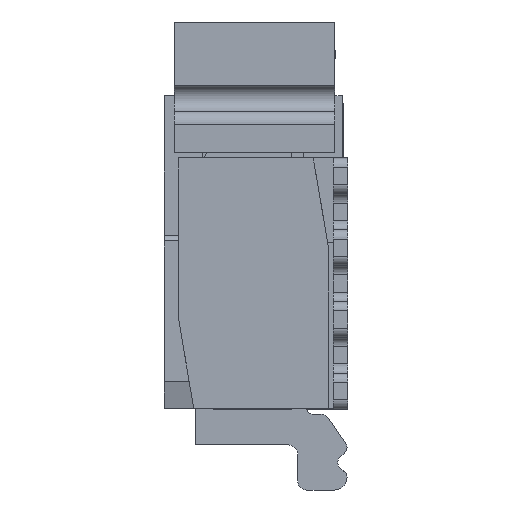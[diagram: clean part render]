
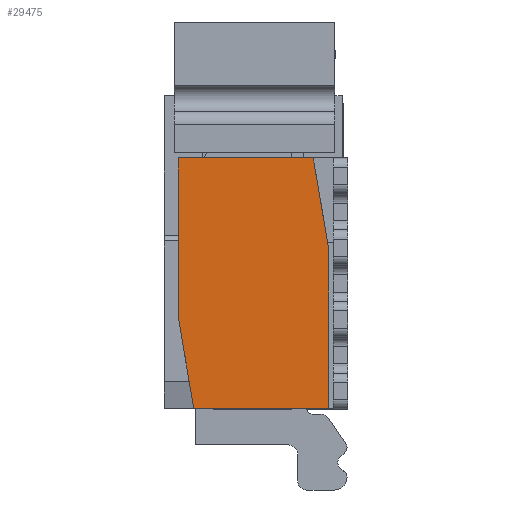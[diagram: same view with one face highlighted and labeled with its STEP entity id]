
A CAD part, left-side view. The second image highlights one B-rep face of the part: STEP entity #29475.
In plain terms, the highlighted planar face has unit normal (-1, 0, 0).
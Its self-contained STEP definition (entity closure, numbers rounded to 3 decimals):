
#8753=DIRECTION('',(0.,1.,0.));
#8754=VECTOR('',#8753,1.885);
#8755=CARTESIAN_POINT('',(-12.56,-0.835,-0.87));
#8756=LINE('',#8755,#8754);
#10979=DIRECTION('',(0.,0.167,0.986));
#10980=VECTOR('',#10979,1.288);
#10981=CARTESIAN_POINT('',(-12.56,0.835,-4.37));
#10982=LINE('',#10981,#10980);
#10983=DIRECTION('',(0.,0.,-1.));
#10984=VECTOR('',#10983,2.23);
#10985=CARTESIAN_POINT('',(-12.56,1.05,-0.87));
#10986=LINE('',#10985,#10984);
#10987=DIRECTION('',(0.,-0.167,-0.986));
#10988=VECTOR('',#10987,1.288);
#10989=CARTESIAN_POINT('',(-12.56,-0.835,-0.87));
#10990=LINE('',#10989,#10988);
#10991=DIRECTION('',(0.,0.,-1.));
#10992=VECTOR('',#10991,2.23);
#10993=CARTESIAN_POINT('',(-12.56,-1.05,-2.14));
#10994=LINE('',#10993,#10992);
#10995=DIRECTION('',(0.,1.,0.));
#10996=VECTOR('',#10995,1.885);
#10997=CARTESIAN_POINT('',(-12.56,-1.05,-4.37));
#10998=LINE('',#10997,#10996);
#11529=CARTESIAN_POINT('',(-12.56,-1.05,-4.37));
#11530=VERTEX_POINT('',#11529);
#11609=CARTESIAN_POINT('',(-12.56,0.835,-4.37));
#11610=CARTESIAN_POINT('',(-12.56,1.05,-3.1));
#11611=VERTEX_POINT('',#11609);
#11612=VERTEX_POINT('',#11610);
#11613=CARTESIAN_POINT('',(-12.56,-0.835,-0.87));
#11614=CARTESIAN_POINT('',(-12.56,-1.05,-2.14));
#11615=VERTEX_POINT('',#11613);
#11616=VERTEX_POINT('',#11614);
#11623=CARTESIAN_POINT('',(-12.56,1.05,-0.87));
#11624=VERTEX_POINT('',#11623);
#29459=CARTESIAN_POINT('',(-12.56,-1.245,-4.37));
#29460=DIRECTION('',(-1.,0.,0.));
#29461=DIRECTION('',(0.,0.,1.));
#29462=AXIS2_PLACEMENT_3D('',#29459,#29460,#29461);
#29463=PLANE('',#29462);
#29465=ORIENTED_EDGE('',*,*,#29464,.T.);
#29466=ORIENTED_EDGE('',*,*,#29448,.F.);
#29467=ORIENTED_EDGE('',*,*,#26341,.F.);
#29469=ORIENTED_EDGE('',*,*,#29468,.T.);
#29471=ORIENTED_EDGE('',*,*,#29470,.T.);
#29472=ORIENTED_EDGE('',*,*,#15201,.T.);
#29473=EDGE_LOOP('',(#29465,#29466,#29467,#29469,#29471,#29472));
#29474=FACE_OUTER_BOUND('',#29473,.F.);
#15201=EDGE_CURVE('',#11530,#11611,#10998,.T.);
#26341=EDGE_CURVE('',#11615,#11624,#8756,.T.);
#29448=EDGE_CURVE('',#11624,#11612,#10986,.T.);
#29464=EDGE_CURVE('',#11611,#11612,#10982,.T.);
#29468=EDGE_CURVE('',#11615,#11616,#10990,.T.);
#29470=EDGE_CURVE('',#11616,#11530,#10994,.T.);
#29475=ADVANCED_FACE('',(#29474),#29463,.T.);
